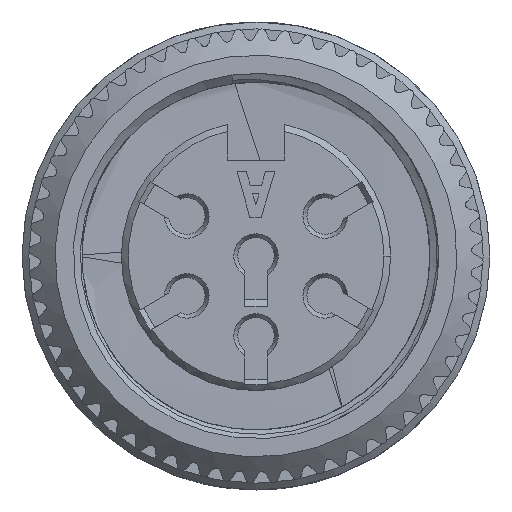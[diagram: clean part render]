
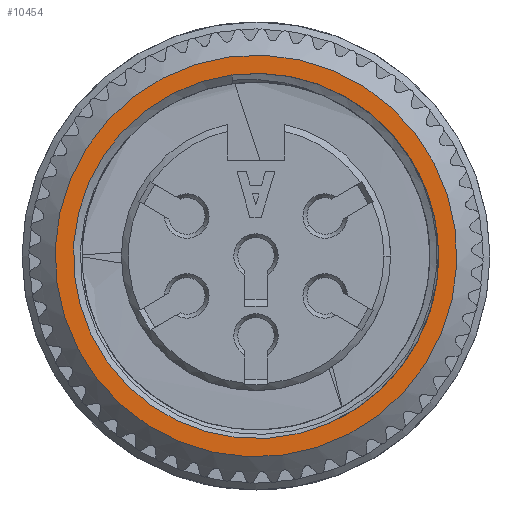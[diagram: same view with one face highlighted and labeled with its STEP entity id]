
A CAD part, left-side view. The second image highlights one B-rep face of the part: STEP entity #10454.
In plain terms, the highlighted planar face has unit normal (-1, 0, 0).
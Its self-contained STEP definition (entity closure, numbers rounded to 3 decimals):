
#1184=PLANE('',#11253);
#1422=CIRCLE('',#11252,8.8);
#1423=CIRCLE('',#11254,8.);
#1424=CIRCLE('',#11255,8.);
#2504=VERTEX_POINT('',#28728);
#2505=VERTEX_POINT('',#28732);
#2506=VERTEX_POINT('',#28733);
#5357=EDGE_CURVE('',#2504,#2504,#1422,.T.);
#5358=EDGE_CURVE('',#2505,#2506,#1423,.F.);
#5359=EDGE_CURVE('',#2506,#2505,#1424,.T.);
#8517=ORIENTED_EDGE('',*,*,#5358,.F.);
#8518=ORIENTED_EDGE('',*,*,#5359,.F.);
#8519=ORIENTED_EDGE('',*,*,#5357,.F.);
#9290=EDGE_LOOP('',(#8517,#8518));
#9291=EDGE_LOOP('',(#8519));
#9878=FACE_BOUND('',#9290,.T.);
#9879=FACE_BOUND('',#9291,.T.);
#10454=ADVANCED_FACE('',(#9878,#9879),#1184,.T.);
#11252=AXIS2_PLACEMENT_3D('',#28729,#13155,#13156);
#11253=AXIS2_PLACEMENT_3D('',#28730,#13157,$);
#11254=AXIS2_PLACEMENT_3D('',#28731,#13158,#13159);
#11255=AXIS2_PLACEMENT_3D('',#28734,#13160,#13161);
#13155=DIRECTION('',(1.,0.,0.));
#13156=DIRECTION('',(0.,1.157,8.724));
#13157=DIRECTION('',(-1.,0.,0.));
#13158=DIRECTION('',(1.,0.,0.));
#13159=DIRECTION('',(0.,1.051,7.931));
#13160=DIRECTION('',(-1.,0.,0.));
#13161=DIRECTION('',(0.,1.051,7.931));
#28728=CARTESIAN_POINT('',(-0.4,1.157,8.724));
#28729=CARTESIAN_POINT('',(-0.4,0.,0.));
#28730=CARTESIAN_POINT('',(-0.4,8.324,-10.868));
#28731=CARTESIAN_POINT('',(-0.4,0.,0.));
#28732=CARTESIAN_POINT('',(-0.4,1.051,7.931));
#28733=CARTESIAN_POINT('',(-0.4,-5.038,6.215));
#28734=CARTESIAN_POINT('',(-0.4,0.,0.));
